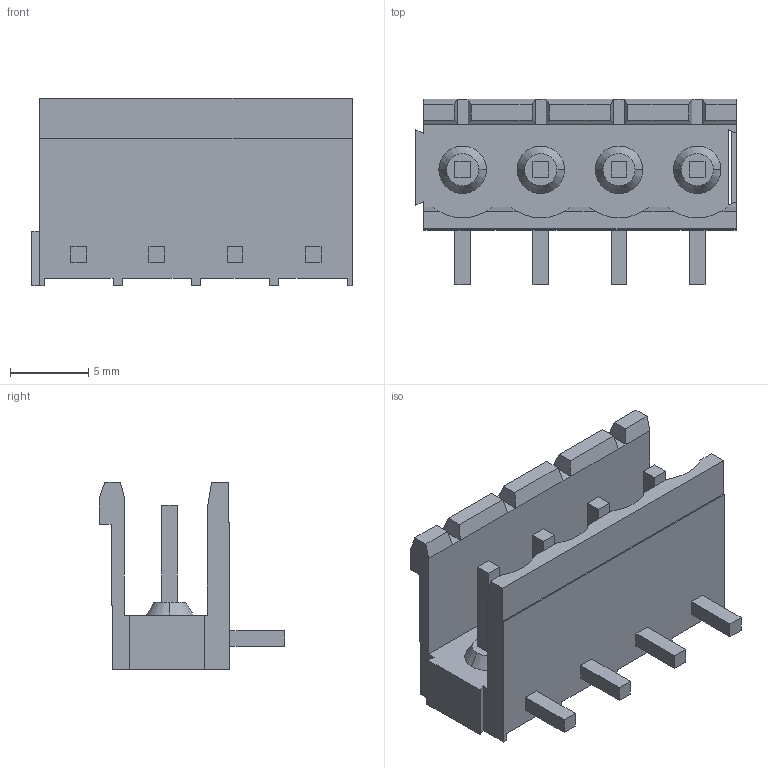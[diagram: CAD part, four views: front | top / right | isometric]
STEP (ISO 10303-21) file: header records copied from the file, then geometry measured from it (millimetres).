
FILE_DESCRIPTION((''),'2;1');
FILE_NAME('C-282811-4','2008-10-20T',('workeradm'),('Tyco Electronics Corporation'),'PRO/ENGINEER BY PARAMETRIC TECHNOLOGY CORPORATION, 2005450','PRO/ENGINEER BY PARAMETRIC TECHNOLOGY CORPORATION, 2005450','');
FILE_SCHEMA(('CONFIG_CONTROL_DESIGN', 'GEOMETRIC_VALIDATION_PROPERTIES_MIM'));
Length unit declared in the file: millimetre
Products named in the file (1): C-282811-4
Bounding box: 20.5 x 11.85 x 12 mm (x, y, z)
Volume: 869.7 mm3; surface area: 1444.3 mm2
Topology: 1 solids, 1 shells, 131 faces, 339 edges, 220 vertices
Faces by surface type: plane 119, cone 8, cylinder 4
Entity records: 5072 total; most frequent: CARTESIAN_POINT 707, ORIENTED_EDGE 678, DIRECTION 617, PRESENTATION_STYLE_ASSIGNMENT 340, STYLED_ITEM 340, CURVE_STYLE 339, EDGE_CURVE 339, VECTOR 307
